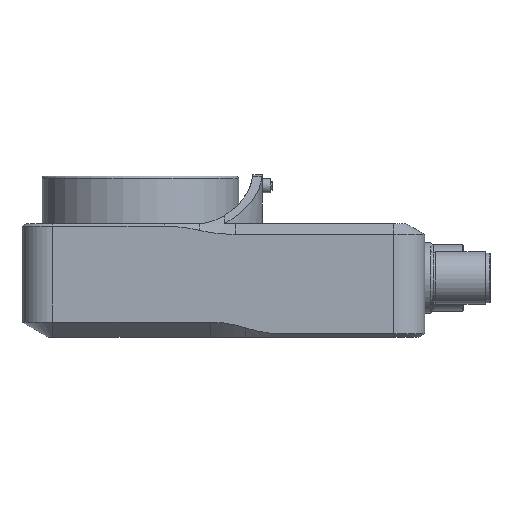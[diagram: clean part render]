
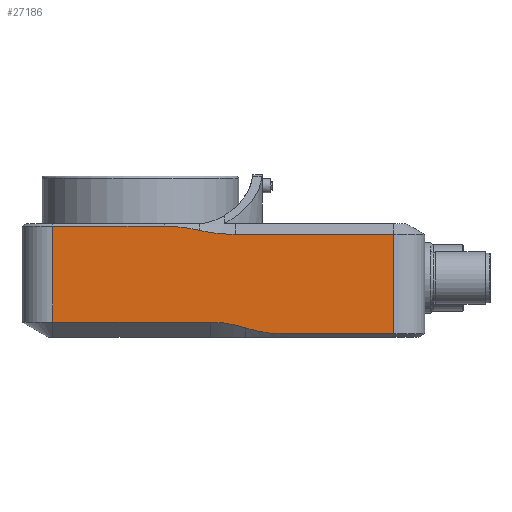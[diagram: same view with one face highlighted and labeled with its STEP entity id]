
A CAD part, left-side view. The second image highlights one B-rep face of the part: STEP entity #27186.
In plain terms, the highlighted planar face has unit normal (-1, 0, 0).
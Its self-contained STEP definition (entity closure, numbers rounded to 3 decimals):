
#154=ELLIPSE('',#28531,43.734,37.875);
#161=ELLIPSE('',#28570,43.734,37.875);
#164=ELLIPSE('',#29492,31.536,27.311);
#165=ELLIPSE('',#29493,31.536,27.311);
#892=PLANE('',#29491);
#1801=LINE('',#41589,#4568);
#1809=LINE('',#41609,#4576);
#3113=LINE('',#45037,#5880);
#3117=LINE('',#45047,#5884);
#3119=LINE('',#45052,#5886);
#3138=LINE('',#45094,#5905);
#4568=VECTOR('',#32403,10.);
#4576=VECTOR('',#32427,10.);
#5880=VECTOR('',#35443,10.);
#5884=VECTOR('',#35453,10.);
#5886=VECTOR('',#35457,10.);
#5905=VECTOR('',#35496,10.);
#8134=FACE_OUTER_BOUND('',#9709,.T.);
#9709=EDGE_LOOP('',(#22771,#22772,#22773,#22774,#22775,#22776,#22777,#22778,
#22779,#22780));
#12035=VERTEX_POINT('',#41406);
#12036=VERTEX_POINT('',#41408);
#12067=VERTEX_POINT('',#41540);
#12080=VERTEX_POINT('',#41575);
#12084=VERTEX_POINT('',#41593);
#13199=VERTEX_POINT('',#45035);
#13202=VERTEX_POINT('',#45044);
#13204=VERTEX_POINT('',#45051);
#13217=VERTEX_POINT('',#45092);
#13228=VERTEX_POINT('',#45134);
#14872=EDGE_CURVE('',#12036,#12035,#154,.T.);
#14917=EDGE_CURVE('',#12067,#12035,#161,.T.);
#14940=EDGE_CURVE('',#12036,#12080,#1801,.T.);
#14950=EDGE_CURVE('',#12084,#12067,#1809,.T.);
#16636=EDGE_CURVE('',#13199,#12084,#3113,.T.);
#16641=EDGE_CURVE('',#12080,#13202,#3117,.T.);
#16643=EDGE_CURVE('',#13202,#13204,#3119,.T.);
#16665=EDGE_CURVE('',#13217,#13199,#3138,.T.);
#16683=EDGE_CURVE('',#13217,#13228,#164,.T.);
#16684=EDGE_CURVE('',#13204,#13228,#165,.T.);
#22771=ORIENTED_EDGE('',*,*,#16636,.F.);
#22772=ORIENTED_EDGE('',*,*,#16665,.F.);
#22773=ORIENTED_EDGE('',*,*,#16683,.T.);
#22774=ORIENTED_EDGE('',*,*,#16684,.F.);
#22775=ORIENTED_EDGE('',*,*,#16643,.F.);
#22776=ORIENTED_EDGE('',*,*,#16641,.F.);
#22777=ORIENTED_EDGE('',*,*,#14940,.F.);
#22778=ORIENTED_EDGE('',*,*,#14872,.T.);
#22779=ORIENTED_EDGE('',*,*,#14917,.F.);
#22780=ORIENTED_EDGE('',*,*,#14950,.F.);
#27186=ADVANCED_FACE('',(#8134),#892,.T.);
#28531=AXIS2_PLACEMENT_3D('',#41409,#32257,#32258);
#28570=AXIS2_PLACEMENT_3D('',#41542,#32350,#32351);
#29491=AXIS2_PLACEMENT_3D('',#45133,#35546,#35547);
#29492=AXIS2_PLACEMENT_3D('',#45135,#35548,#35549);
#29493=AXIS2_PLACEMENT_3D('',#45136,#35550,#35551);
#32257=DIRECTION('center_axis',(1.,0.,0.));
#32258=DIRECTION('ref_axis',(0.,0.,
-1.));
#32350=DIRECTION('center_axis',(1.,0.,0.));
#32351=DIRECTION('ref_axis',(0.,0.,
1.));
#32403=DIRECTION('',(0.,-1.,0.));
#32427=DIRECTION('',(0.,-1.,0.));
#35443=DIRECTION('',(0.,0.,1.));
#35453=DIRECTION('',(0.,0.,-1.));
#35457=DIRECTION('',(0.,1.,0.));
#35496=DIRECTION('',(0.,1.,0.));
#35546=DIRECTION('center_axis',(-1.,0.,0.));
#35547=DIRECTION('ref_axis',(0.,-1.,0.));
#35548=DIRECTION('center_axis',(1.,0.,0.));
#35549=DIRECTION('ref_axis',(0.,0.,1.));
#35550=DIRECTION('center_axis',(1.,0.,0.));
#35551=DIRECTION('ref_axis',(0.,0.,-1.));
#41406=CARTESIAN_POINT('',(0.,47.5,22.557));
#41408=CARTESIAN_POINT('',(0.,40.,21.691));
#41409=CARTESIAN_POINT('Origin',(0.,40.,65.425));
#41540=CARTESIAN_POINT('',(0.,55.,23.423));
#41542=CARTESIAN_POINT('Origin',(0.,55.,-20.312));
#41575=CARTESIAN_POINT('',(0.,6.5,21.691));
#41589=CARTESIAN_POINT('',(0.,63.75,21.691));
#41593=CARTESIAN_POINT('',(0.,78.5,23.423));
#41609=CARTESIAN_POINT('',(0.,63.75,23.423));
#45035=CARTESIAN_POINT('',(0.,78.5,3.175));
#45037=CARTESIAN_POINT('',(0.,78.5,21.));
#45044=CARTESIAN_POINT('',(0.,6.5,0.751));
#45047=CARTESIAN_POINT('',(0.,6.5,0.));
#45051=CARTESIAN_POINT('',(0.,30.25,0.751));
#45052=CARTESIAN_POINT('',(0.,11.25,0.751));
#45092=CARTESIAN_POINT('',(0.,45.25,3.175));
#45094=CARTESIAN_POINT('',(0.,11.25,3.175));
#45133=CARTESIAN_POINT('Origin',(0.,15.,0.));
#45134=CARTESIAN_POINT('',(0.,37.75,1.963));
#45135=CARTESIAN_POINT('Origin',(0.,45.25,-28.36));
#45136=CARTESIAN_POINT('Origin',(0.,30.25,32.286));
